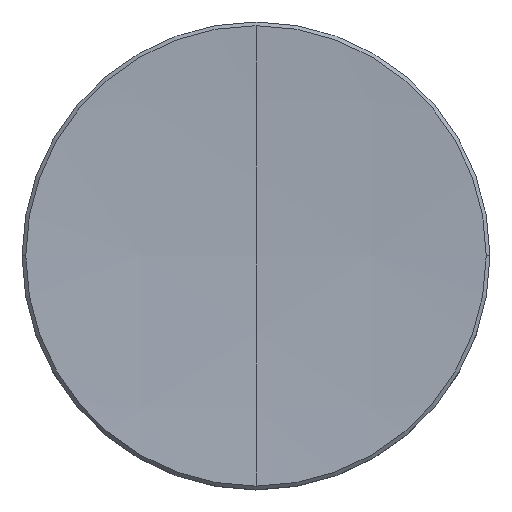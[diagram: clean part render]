
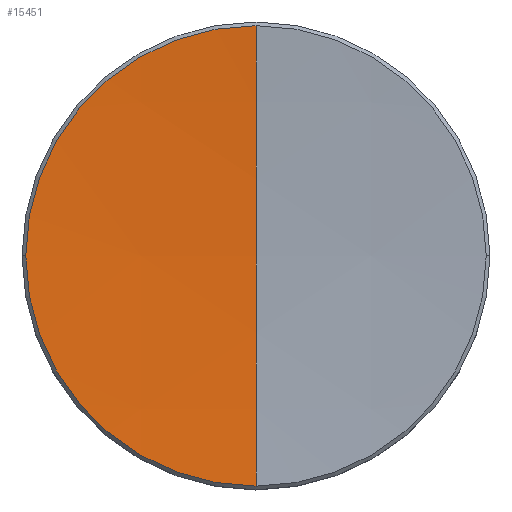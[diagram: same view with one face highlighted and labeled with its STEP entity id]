
A CAD part, top view. The second image highlights one B-rep face of the part: STEP entity #15451.
In plain terms, the highlighted spherical face has radius 200 mm.
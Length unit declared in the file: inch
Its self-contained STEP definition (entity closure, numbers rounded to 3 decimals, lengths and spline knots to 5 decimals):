
#9362 = CIRCLE ( 'NONE', #9453, 7.87402 ) ;
#9384 = CARTESIAN_POINT ( 'NONE',  ( -0.49214, 0., 0.1335 ) ) ;
#9385 = DIRECTION ( 'NONE',  ( 1., 0., 0. ) ) ;
#9386 = DIRECTION ( 'NONE',  ( 0., 0., 1. ) ) ;
#9387 = CARTESIAN_POINT ( 'NONE',  ( 0., 0., 0.1335 ) ) ;
#9392 = CARTESIAN_POINT ( 'NONE',  ( 0., 0., 7.99213 ) ) ;
#9425 = AXIS2_PLACEMENT_3D ( 'NONE', #9387, #9386, #9385 ) ;
#9426 = CIRCLE ( 'NONE', #9425, 0.49214 ) ;
#9451 = DIRECTION ( 'NONE',  ( 0., 0., 1. ) ) ;
#9452 = DIRECTION ( 'NONE',  ( -1., 0., 0. ) ) ;
#9453 = AXIS2_PLACEMENT_3D ( 'NONE', #9392, #9452, #9451 ) ;
#9675 = CARTESIAN_POINT ( 'NONE',  ( 0., -0.49214, 0.1335 ) ) ;
#10072 = DIRECTION ( 'NONE',  ( 1., 0., 0. ) ) ;
#10073 = CARTESIAN_POINT ( 'NONE',  ( 0., 0., 7.99213 ) ) ;
#10081 = CIRCLE ( 'NONE', #10099, 7.87402 ) ;
#10099 = AXIS2_PLACEMENT_3D ( 'NONE', #10073, #10072, #10100 ) ;
#10100 = DIRECTION ( 'NONE',  ( 0., 1., 0. ) ) ;
#10343 = DIRECTION ( 'NONE',  ( 0., 0., 1. ) ) ;
#10344 = CARTESIAN_POINT ( 'NONE',  ( 0., 0., 0.1335 ) ) ;
#10345 = AXIS2_PLACEMENT_3D ( 'NONE', #10344, #10343, #10356 ) ;
#10346 = CIRCLE ( 'NONE', #10345, 0.49214 ) ;
#10355 = FACE_OUTER_BOUND ( 'NONE', #15405, .T. ) ;
#10356 = DIRECTION ( 'NONE',  ( 1., 0., 0. ) ) ;
#10462 = DIRECTION ( 'NONE',  ( 0., 1., 0. ) ) ;
#10463 = DIRECTION ( 'NONE',  ( 1., 0., 0. ) ) ;
#10464 = CARTESIAN_POINT ( 'NONE',  ( 0., 0., 7.99213 ) ) ;
#10465 = AXIS2_PLACEMENT_3D ( 'NONE', #10464, #10463, #10462 ) ;
#10466 = SPHERICAL_SURFACE ( 'NONE', #10465, 7.87402 ) ;
#10818 = CARTESIAN_POINT ( 'NONE',  ( 0., 0., 0.11811 ) ) ;
#11848 = CARTESIAN_POINT ( 'NONE',  ( 0., 0.49214, 0.1335 ) ) ;
#15325 = EDGE_CURVE ( 'NONE', #15836, #15327, #9426, .T. ) ;
#15327 = VERTEX_POINT ( 'NONE', #9384 ) ;
#15332 = EDGE_CURVE ( 'NONE', #15836, #15525, #9362, .T. ) ;
#15350 = VERTEX_POINT ( 'NONE', #9675 ) ;
#15382 = ORIENTED_EDGE ( 'NONE', *, *, #15449, .T. ) ;
#15405 = EDGE_LOOP ( 'NONE', ( #15452, #15382, #15407, #15411 ) ) ;
#15407 = ORIENTED_EDGE ( 'NONE', *, *, #15408, .T. ) ;
#15408 = EDGE_CURVE ( 'NONE', #15350, #15525, #10081, .T. ) ;
#15411 = ORIENTED_EDGE ( 'NONE', *, *, #15332, .F. ) ;
#15449 = EDGE_CURVE ( 'NONE', #15327, #15350, #10346, .T. ) ;
#15451 = ADVANCED_FACE ( 'NONE', ( #10355 ), #10466, .F. ) ;
#15452 = ORIENTED_EDGE ( 'NONE', *, *, #15325, .T. ) ;
#15525 = VERTEX_POINT ( 'NONE', #10818 ) ;
#15836 = VERTEX_POINT ( 'NONE', #11848 ) ;
